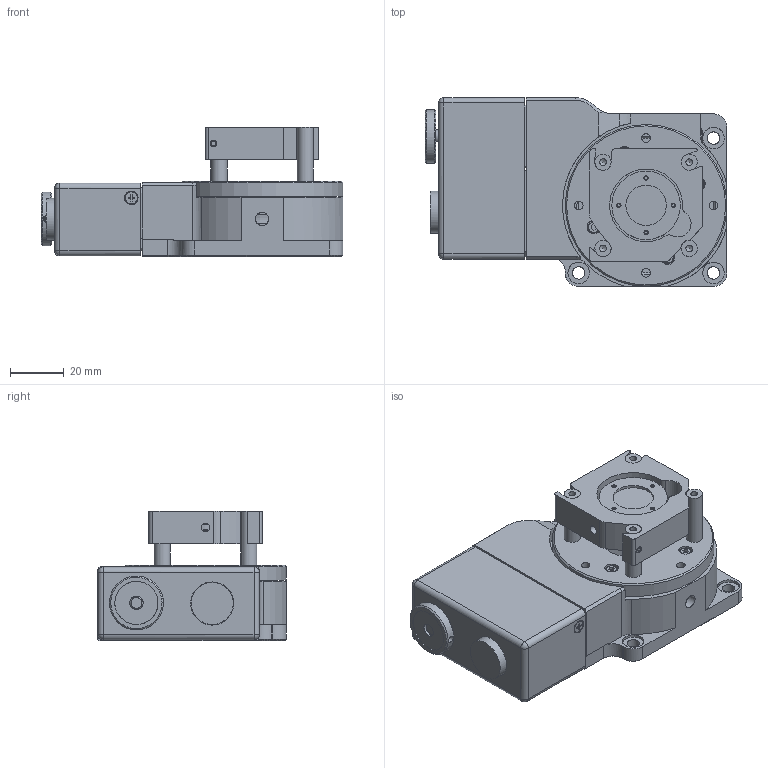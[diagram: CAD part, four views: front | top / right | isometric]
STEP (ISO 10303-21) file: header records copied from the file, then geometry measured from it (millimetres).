
FILE_DESCRIPTION (( 'STEP AP214' ), '1' );
FILE_NAME ('OSMS-60YAW.STEP', '2023-07-27T20:25:31', ( '' ), ( '' ), 'SwSTEP 2.0', 'SolidWorks 2022', '' );
FILE_SCHEMA (( 'AUTOMOTIVE_DESIGN' ));
Length unit declared in the file: inch
Products named in the file (7): OSMS-60YAW; OS0606-M02-16001-S11^OSMS-60YAW_; C32-SM3H-25; OSMS-60YAW_; SP606YAW-M01-05001-S01^OSMS-60YAW_; WPQG-25.4C-2570-2M; C30-RO-6-20
Assembly tree (9 placements, depth 3):
  OSMS-60YAW
    OSMS-60YAW_
      OS0606-M02-16001-S11^OSMS-60YAW_
      SP606YAW-M01-05001-S01^OSMS-60YAW_
    WPQG-25.4C-2570-2M
    C32-SM3H-25
    C30-RO-6-20  x4
Bounding box: 112 x 70 x 48 mm (x, y, z)
Volume: 139494.7 mm3; surface area: 84079.9 mm2
Topology: 40 solids, 50 shells, 1661 faces, 4066 edges, 2628 vertices
Faces by surface type: plane 940, cylinder 454, cone 207, torus 51, sphere 9
Full cylindrical faces by diameter (mm): 1.2 x4, 1.385 x4, 1.567 x2, 1.6 x16, 1.8 x8, 2 x8, 2.1 x1, 2.113 x14, 2.2 x1, 2.4 x4, 2.459 x4, 2.5 x12, 2.6 x22, 2.8 x14, 3 x11, 3.113 x2, 3.242 x4, 3.3 x3, 3.459 x1, 3.5 x3, 3.8 x3, 4 x4, 4.3 x2, 4.5 x15, 4.6 x3, 4.7 x2, 4.8 x1, 4.917 x2, 5 x6, 5.2 x4
Entity records: 70191 total; most frequent: CARTESIAN_POINT 35191, ORIENTED_EDGE 6882, DIRECTION 4445, EDGE_CURVE 3441, B_SPLINE_CURVE_WITH_KNOTS 2638, VERTEX_POINT 2453, EDGE_LOOP 2392, AXIS2_PLACEMENT_3D 2026
